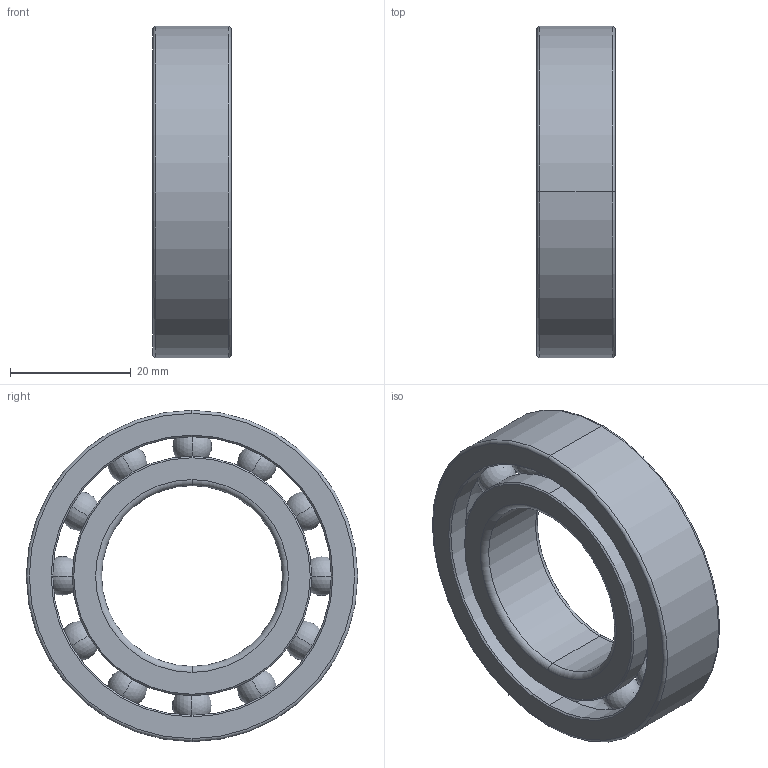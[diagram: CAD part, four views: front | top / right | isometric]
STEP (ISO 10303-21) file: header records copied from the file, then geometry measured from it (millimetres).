
FILE_DESCRIPTION (( 'STEP AP203' ), '1' );
FILE_NAME ('30mm Bearing SKF 6006 RS286-7681.STEP', '2013-08-16T23:58:19', ( '' ), ( '' ), 'SwSTEP 2.0', 'SolidWorks 2013', '' );
FILE_SCHEMA (( 'CONFIG_CONTROL_DESIGN' ));
Length unit declared in the file: millimetre
Products named in the file (1): 30mm Bearing SKF 6006 RS286-7681
Bounding box: 13 x 55 x 55 mm (x, y, z)
Volume: 15885 mm3; surface area: 11123.9 mm2
Topology: 14 solids, 14 shells, 152 faces, 397 edges, 260 vertices
Faces by surface type: bspline 50, plane 44, sphere 24, torus 14, cylinder 12, cone 8
Entity records: 6904 total; most frequent: CARTESIAN_POINT 3724, ORIENTED_EDGE 674, DIRECTION 523, EDGE_CURVE 337, VERTEX_POINT 224, AXIS2_PLACEMENT_3D 183, EDGE_LOOP 167, LINE 157
